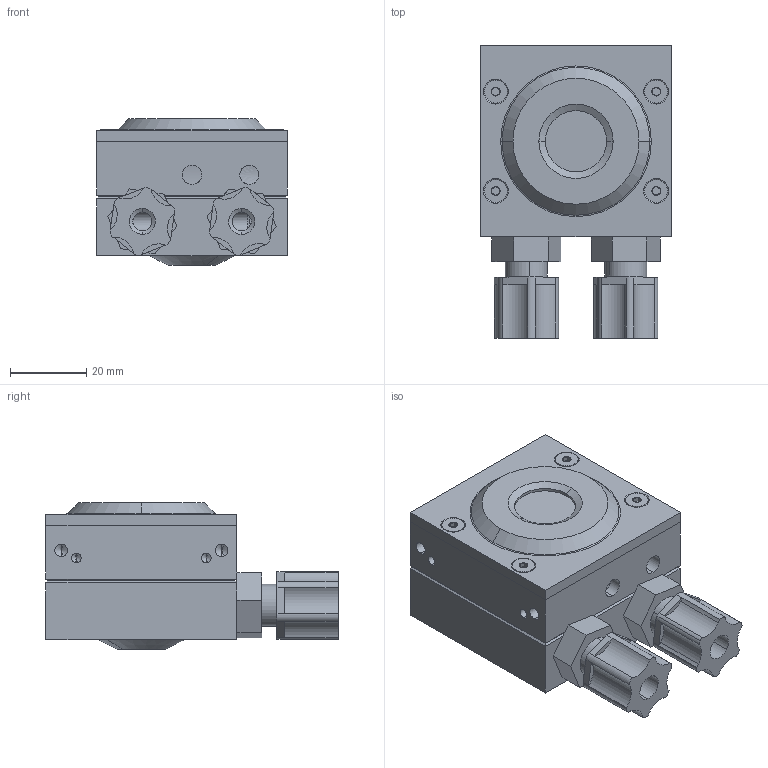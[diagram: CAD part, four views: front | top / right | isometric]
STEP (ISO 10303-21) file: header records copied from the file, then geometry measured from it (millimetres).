
FILE_DESCRIPTION (( 'STEP AP214' ), '1' );
FILE_NAME ('STEP UP19K-100W-QED-D0.STEP', '2018-09-10T15:49:00', ( '' ), ( '' ), 'SwSTEP 2.0', 'SolidWorks 2018', '' );
FILE_SCHEMA (( 'AUTOMOTIVE_DESIGN' ));
Length unit declared in the file: millimetre
Products named in the file (1): STEP UP19K-100W-QED-D0
Bounding box: 50 x 76.5 x 38.4 mm (x, y, z)
Volume: 86271.2 mm3; surface area: 30541.6 mm2
Topology: 9 solids, 9 shells, 993 faces, 2679 edges, 1709 vertices
Faces by surface type: cylinder 712, plane 137, cone 129, bspline 11, torus 4
Entity records: 55985 total; most frequent: CARTESIAN_POINT 23609, ORIENTED_EDGE 5306, DIRECTION 3715, EDGE_CURVE 2653, VERTEX_POINT 1709, AXIS2_PLACEMENT_3D 1345, EDGE_LOOP 1046, LINE 1025
